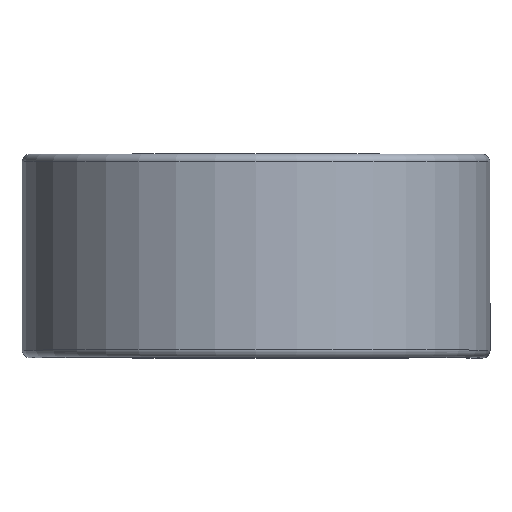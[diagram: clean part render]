
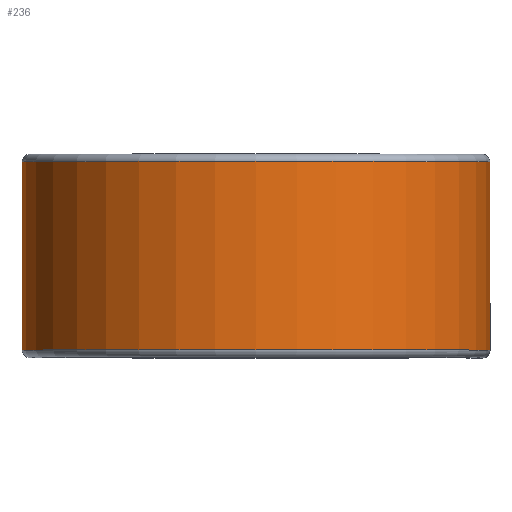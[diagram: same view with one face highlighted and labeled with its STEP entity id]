
A CAD part, top view. The second image highlights one B-rep face of the part: STEP entity #236.
In plain terms, the highlighted cylindrical face has radius 23.749 mm (diameter 47.498 mm), a partial arc.
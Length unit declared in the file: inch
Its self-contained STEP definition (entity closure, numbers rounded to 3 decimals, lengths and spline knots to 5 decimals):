
#216 = AXIS2_PLACEMENT_3D ( 'NONE', #659, #1943, #838 ) ;
#236 = ADVANCED_FACE ( 'NONE', ( #713 ), #692, .T. ) ;
#280 = AXIS2_PLACEMENT_3D ( 'NONE', #291, #674, #689 ) ;
#291 = CARTESIAN_POINT ( 'NONE',  ( 0., 0.375, 0. ) ) ;
#381 = CIRCLE ( 'NONE', #691, 0.935 ) ;
#409 = DIRECTION ( 'NONE',  ( 0., 1., 0. ) ) ;
#444 = VERTEX_POINT ( 'NONE', #1635 ) ;
#457 = VERTEX_POINT ( 'NONE', #2159 ) ;
#650 = EDGE_CURVE ( 'NONE', #1928, #457, #381, .T. ) ;
#659 = CARTESIAN_POINT ( 'NONE',  ( 0., 0.37625, 0. ) ) ;
#674 = DIRECTION ( 'NONE',  ( 0., -1., 0. ) ) ;
#689 = DIRECTION ( 'NONE',  ( 0., 0., -1. ) ) ;
#691 = AXIS2_PLACEMENT_3D ( 'NONE', #1867, #756, #2034 ) ;
#692 = CYLINDRICAL_SURFACE ( 'NONE', #280, 0.935 ) ;
#713 = FACE_OUTER_BOUND ( 'NONE', #1385, .T. ) ;
#756 = DIRECTION ( 'NONE',  ( 0., -1., 0. ) ) ;
#834 = CARTESIAN_POINT ( 'NONE',  ( 0.935, -0.37625, 0. ) ) ;
#835 = EDGE_CURVE ( 'NONE', #457, #444, #1166, .T. ) ;
#838 = DIRECTION ( 'NONE',  ( 0., 0., -1. ) ) ;
#955 = ORIENTED_EDGE ( 'NONE', *, *, #650, .F. ) ;
#981 = EDGE_CURVE ( 'NONE', #1571, #444, #1200, .T. ) ;
#997 = ORIENTED_EDGE ( 'NONE', *, *, #835, .F. ) ;
#1065 = LINE ( 'NONE', #1524, #2340 ) ;
#1166 = LINE ( 'NONE', #2073, #1290 ) ;
#1200 = CIRCLE ( 'NONE', #216, 0.935 ) ;
#1290 = VECTOR ( 'NONE', #1556, 39.37008 ) ;
#1336 = ORIENTED_EDGE ( 'NONE', *, *, #981, .T. ) ;
#1385 = EDGE_LOOP ( 'NONE', ( #1754, #1336, #997, #955 ) ) ;
#1524 = CARTESIAN_POINT ( 'NONE',  ( 0.935, 0.37625, 0. ) ) ;
#1556 = DIRECTION ( 'NONE',  ( 0., 1., 0. ) ) ;
#1571 = VERTEX_POINT ( 'NONE', #2013 ) ;
#1635 = CARTESIAN_POINT ( 'NONE',  ( 0., 0.37625, -0.935 ) ) ;
#1719 = EDGE_CURVE ( 'NONE', #1928, #1571, #1065, .T. ) ;
#1754 = ORIENTED_EDGE ( 'NONE', *, *, #1719, .T. ) ;
#1867 = CARTESIAN_POINT ( 'NONE',  ( 0., -0.37625, 0. ) ) ;
#1928 = VERTEX_POINT ( 'NONE', #834 ) ;
#1943 = DIRECTION ( 'NONE',  ( 0., -1., 0. ) ) ;
#2013 = CARTESIAN_POINT ( 'NONE',  ( 0.935, 0.37625, 0. ) ) ;
#2034 = DIRECTION ( 'NONE',  ( 0., 0., -1. ) ) ;
#2073 = CARTESIAN_POINT ( 'NONE',  ( 0., 0.37625, -0.935 ) ) ;
#2159 = CARTESIAN_POINT ( 'NONE',  ( 0., -0.37625, -0.935 ) ) ;
#2340 = VECTOR ( 'NONE', #409, 39.37008 ) ;
